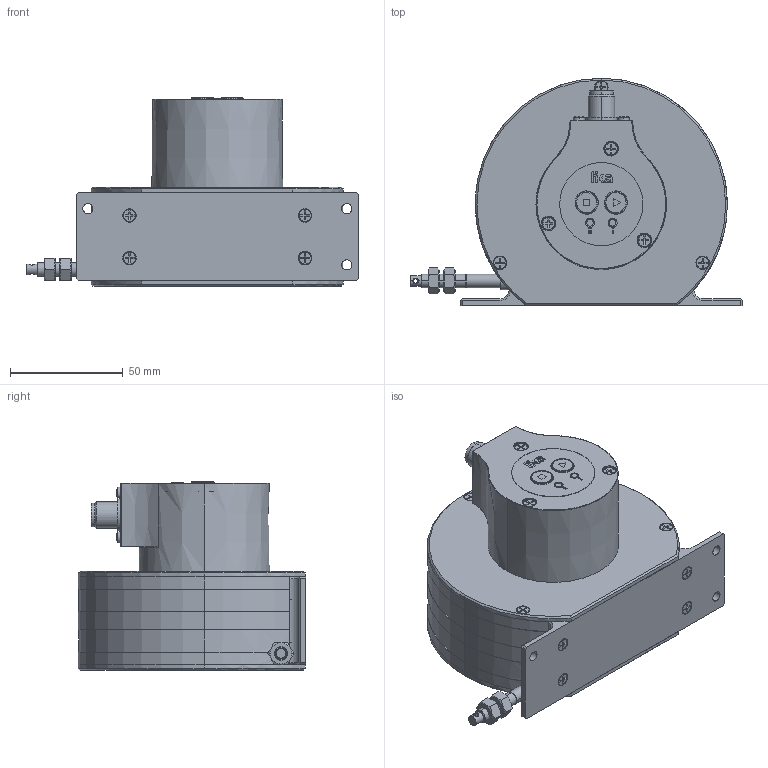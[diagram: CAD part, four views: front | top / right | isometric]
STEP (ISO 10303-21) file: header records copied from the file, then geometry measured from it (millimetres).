
FILE_DESCRIPTION (( 'STEP AP214' ), '1' );
FILE_NAME ('DWA-5M-0V-M12.STEP', '2025-01-06T12:34:25', ( '' ), ( '' ), 'SwSTEP 2.0', 'SolidWorks 2021', '' );
FILE_SCHEMA (( 'AUTOMOTIVE_DESIGN' ));
Length unit declared in the file: inch
Products named in the file (1): DWA-5M-0V-M12
Bounding box: 147.5 x 101 x 83.79 mm (x, y, z)
Volume: 212668.2 mm3; surface area: 119621.9 mm2
Topology: 31 solids, 31 shells, 2026 faces, 5322 edges, 3414 vertices
Faces by surface type: plane 1231, cylinder 397, cone 246, bspline 144, torus 8
Entity records: 67798 total; most frequent: CARTESIAN_POINT 17783, ORIENTED_EDGE 10556, DIRECTION 9949, EDGE_CURVE 5278, LINE 3699, VECTOR 3699, VERTEX_POINT 3414, AXIS2_PLACEMENT_3D 3125
